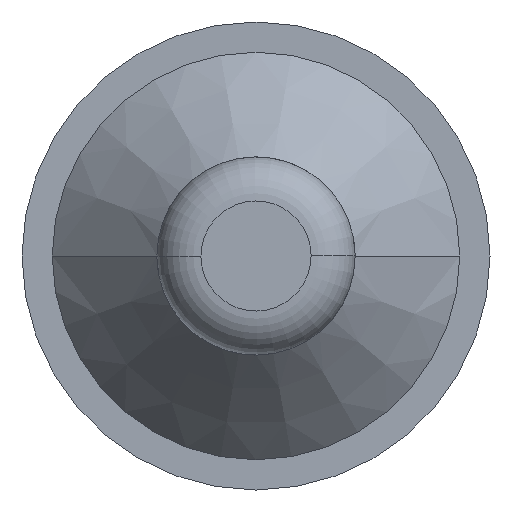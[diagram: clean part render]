
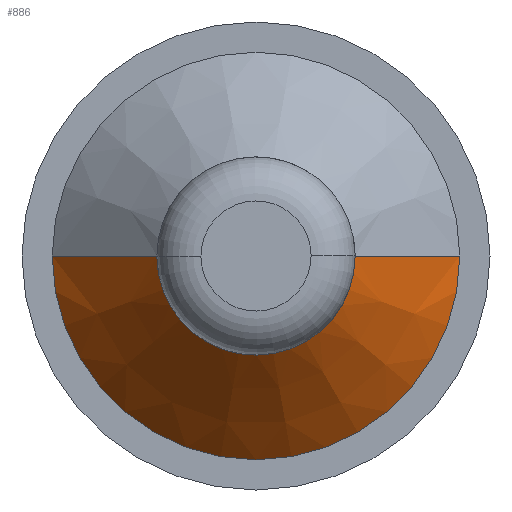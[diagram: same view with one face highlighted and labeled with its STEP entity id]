
A CAD part, front view. The second image highlights one B-rep face of the part: STEP entity #886.
In plain terms, the highlighted conical face has half-angle 42.267 degrees and reference radius 2.75 mm.
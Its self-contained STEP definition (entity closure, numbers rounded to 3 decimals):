
#279=CARTESIAN_POINT('',(0.,14.06,0.));
#280=DIRECTION('',(0.,-1.,0.));
#281=DIRECTION('',(-1.,0.,0.));
#282=AXIS2_PLACEMENT_3D('',#279,#280,#281);
#284=CARTESIAN_POINT('',(0.,14.06,0.));
#285=DIRECTION('',(0.,-1.,0.));
#286=DIRECTION('',(0.,0.,-1.));
#287=AXIS2_PLACEMENT_3D('',#284,#285,#286);
#289=CARTESIAN_POINT('',(0.,16.15,0.));
#290=DIRECTION('',(0.,1.,0.));
#291=DIRECTION('',(1.,0.,0.));
#292=AXIS2_PLACEMENT_3D('',#289,#290,#291);
#294=CARTESIAN_POINT('',(0.,16.15,0.));
#295=DIRECTION('',(0.,1.,0.));
#296=DIRECTION('',(0.,0.,-1.));
#297=AXIS2_PLACEMENT_3D('',#294,#295,#296);
#299=DIRECTION('',(0.673,-0.74,0.));
#300=VECTOR('',#299,2.825);
#301=CARTESIAN_POINT('',(-3.7,16.15,
0.));
#302=LINE('',#301,#300);
#361=DIRECTION('',(-0.673,-0.74,0.));
#362=VECTOR('',#361,2.825);
#363=CARTESIAN_POINT('',(3.7,16.15,0.));
#364=LINE('',#363,#362);
#499=CARTESIAN_POINT('',(3.7,16.15,
0.));
#500=CARTESIAN_POINT('',(0.,16.15,-3.7));
#501=VERTEX_POINT('',#499);
#502=VERTEX_POINT('',#500);
#503=CARTESIAN_POINT('',(-3.7,16.15,
0.));
#504=VERTEX_POINT('',#503);
#505=CARTESIAN_POINT('',(0.,14.06,-1.8));
#506=CARTESIAN_POINT('',(1.8,14.06,
0.));
#507=VERTEX_POINT('',#505);
#508=VERTEX_POINT('',#506);
#509=CARTESIAN_POINT('',(-1.8,14.06,
0.));
#510=VERTEX_POINT('',#509);
#869=CARTESIAN_POINT('',(0.,15.105,0.));
#870=DIRECTION('',(0.,1.,0.));
#871=DIRECTION('',(0.,0.,-1.));
#872=AXIS2_PLACEMENT_3D('',#869,#870,#871);
#873=CONICAL_SURFACE('',#872,2.75,42.267);
#875=ORIENTED_EDGE('',*,*,#874,.T.);
#877=ORIENTED_EDGE('',*,*,#876,.T.);
#879=ORIENTED_EDGE('',*,*,#878,.F.);
#880=ORIENTED_EDGE('',*,*,#859,.T.);
#881=ORIENTED_EDGE('',*,*,#857,.T.);
#883=ORIENTED_EDGE('',*,*,#882,.T.);
#884=EDGE_LOOP('',(#875,#877,#879,#880,#881,#883));
#885=FACE_OUTER_BOUND('',#884,.F.);
#886=ADVANCED_FACE('',(#885),#873,.T.);
#283=CIRCLE('',#282,1.8);
#288=CIRCLE('',#287,1.8);
#293=CIRCLE('',#292,3.7);
#298=CIRCLE('',#297,3.7);
#857=EDGE_CURVE('',#502,#504,#298,.T.);
#859=EDGE_CURVE('',#501,#502,#293,.T.);
#874=EDGE_CURVE('',#510,#507,#283,.T.);
#876=EDGE_CURVE('',#507,#508,#288,.T.);
#878=EDGE_CURVE('',#501,#508,#364,.T.);
#882=EDGE_CURVE('',#504,#510,#302,.T.);
